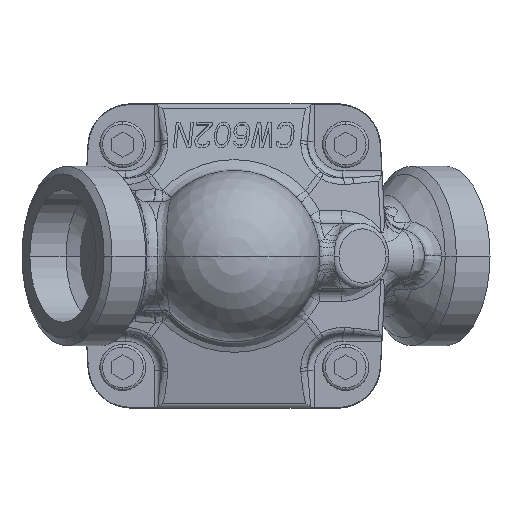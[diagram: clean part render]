
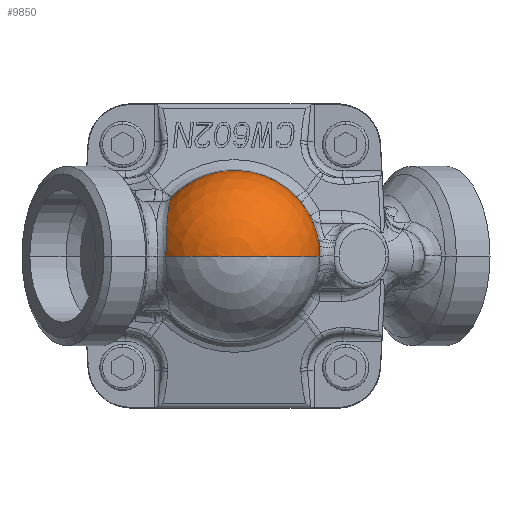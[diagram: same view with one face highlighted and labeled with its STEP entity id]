
A CAD part, front view. The second image highlights one B-rep face of the part: STEP entity #9850.
In plain terms, the highlighted spherical face has radius 15.75 mm.
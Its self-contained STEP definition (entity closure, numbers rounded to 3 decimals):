
#701=CARTESIAN_POINT('',(0.,-13.339,-15.104));
#702=DIRECTION('',(0.,-0.5,-0.866));
#703=DIRECTION('',(0.194,0.85,-0.49));
#704=AXIS2_PLACEMENT_3D('',#701,#702,#703);
#807=CARTESIAN_POINT('',(0.,-28.969,
-17.042));
#808=CARTESIAN_POINT('',(0.499,-28.969,
-17.042));
#809=CARTESIAN_POINT('',(1.48,-28.93,-16.987));
#810=CARTESIAN_POINT('',(2.961,-28.747,-16.734));
#811=CARTESIAN_POINT('',(4.389,-28.442,-16.313));
#812=CARTESIAN_POINT('',(5.76,-28.014,-15.722));
#813=CARTESIAN_POINT('',(7.067,-27.446,-14.94));
#814=CARTESIAN_POINT('',(8.272,-26.733,-13.96));
#815=CARTESIAN_POINT('',(9.324,-25.856,-12.757));
#816=CARTESIAN_POINT('',(10.047,-24.971,-11.548));
#817=CARTESIAN_POINT('',(10.504,-24.114,-10.38));
#818=CARTESIAN_POINT('',(10.659,-23.59,-9.669));
#819=CARTESIAN_POINT('',(10.71,-23.34,-9.33));
#851=CARTESIAN_POINT('',(0.,0.007,
-23.467));
#852=CARTESIAN_POINT('',(0.089,0.007,
-23.467));
#853=CARTESIAN_POINT('',(0.274,0.008,
-23.463));
#854=CARTESIAN_POINT('',(0.57,0.011,
-23.444));
#855=CARTESIAN_POINT('',(0.893,0.016,
-23.407));
#856=CARTESIAN_POINT('',(1.246,0.026,-23.345));
#857=CARTESIAN_POINT('',(1.632,0.043,-23.252));
#858=CARTESIAN_POINT('',(1.914,0.061,-23.158));
#859=CARTESIAN_POINT('',(2.059,0.072,-23.101));
#2345=CARTESIAN_POINT('',(0.,-13.339,-15.104));
#2346=DIRECTION('',(-1.,0.,0.));
#2347=DIRECTION('',(0.,-0.5,-0.866));
#2348=AXIS2_PLACEMENT_3D('',#2345,#2346,#2347);
#2350=CARTESIAN_POINT('',(0.,-13.339,-15.104));
#2351=DIRECTION('',(1.,0.,0.));
#2352=DIRECTION('',(0.,-0.5,-0.866));
#2353=AXIS2_PLACEMENT_3D('',#2350,#2351,#2352);
#6984=CARTESIAN_POINT('',(3.059,0.041,
-22.829));
#7037=CARTESIAN_POINT('',(2.059,0.072,
-23.101));
#7044=CARTESIAN_POINT('',(2.059,0.072,
-23.101));
#7045=CARTESIAN_POINT('',(2.23,0.065,
-23.069));
#7046=CARTESIAN_POINT('',(2.567,0.053,
-22.992));
#7047=CARTESIAN_POINT('',(2.896,0.044,
-22.888));
#7048=CARTESIAN_POINT('',(3.059,0.041,
-22.829));
#7442=VERTEX_POINT('',#6984);
#7446=VERTEX_POINT('',#807);
#7447=VERTEX_POINT('',#819);
#7463=CARTESIAN_POINT('',(0.,-21.214,-28.744));
#7464=VERTEX_POINT('',#7463);
#7491=VERTEX_POINT('',#7037);
#7537=VERTEX_POINT('',#851);
#9833=CARTESIAN_POINT('',(0.,-13.339,-15.104));
#9834=DIRECTION('',(0.,-0.5,-0.866));
#9835=DIRECTION('',(0.,-0.866,0.5));
#9836=AXIS2_PLACEMENT_3D('',#9833,#9834,#9835);
#9837=SPHERICAL_SURFACE('',#9836,15.75);
#9839=ORIENTED_EDGE('',*,*,#9838,.F.);
#9841=ORIENTED_EDGE('',*,*,#9840,.F.);
#9843=ORIENTED_EDGE('',*,*,#9842,.T.);
#9844=ORIENTED_EDGE('',*,*,#9821,.T.);
#9845=ORIENTED_EDGE('',*,*,#9567,.F.);
#9847=ORIENTED_EDGE('',*,*,#9846,.F.);
#9848=EDGE_LOOP('',(#9839,#9841,#9843,#9844,#9845,#9847));
#9849=FACE_OUTER_BOUND('',#9848,.F.);
#9850=ADVANCED_FACE('',(#9849),#9837,.T.);
#705=CIRCLE('',#704,15.75);
#820=B_SPLINE_CURVE_WITH_KNOTS('',3,(#807,#808,#809,#810,#811,#812,#813,#814,
#815,#816,#817,#818,#819),.UNSPECIFIED.,.F.,.F.,(4,1,1,1,1,1,1,1,1,1,4),(0.,
0.1,0.2,0.3,0.4,0.5,0.6,0.7,0.8,0.9,1.),.UNSPECIFIED.);
#860=B_SPLINE_CURVE_WITH_KNOTS('',3,(#851,#852,#853,#854,#855,#856,#857,#858,
#859),.UNSPECIFIED.,.F.,.F.,(4,1,1,1,1,1,4),(0.,0.167,
0.333,0.5,0.667,0.833,1.),
.UNSPECIFIED.);
#2349=CIRCLE('',#2348,15.75);
#2354=CIRCLE('',#2353,15.75);
#7049=B_SPLINE_CURVE_WITH_KNOTS('',3,(#7044,#7045,#7046,#7047,#7048),
.UNSPECIFIED.,.F.,.F.,(4,1,4),(0.,0.5,1.),.UNSPECIFIED.);
#9567=EDGE_CURVE('',#7442,#7447,#705,.T.);
#9821=EDGE_CURVE('',#7446,#7447,#820,.T.);
#9838=EDGE_CURVE('',#7537,#7491,#860,.T.);
#9840=EDGE_CURVE('',#7464,#7537,#2354,.T.);
#9842=EDGE_CURVE('',#7464,#7446,#2349,.T.);
#9846=EDGE_CURVE('',#7491,#7442,#7049,.T.);
